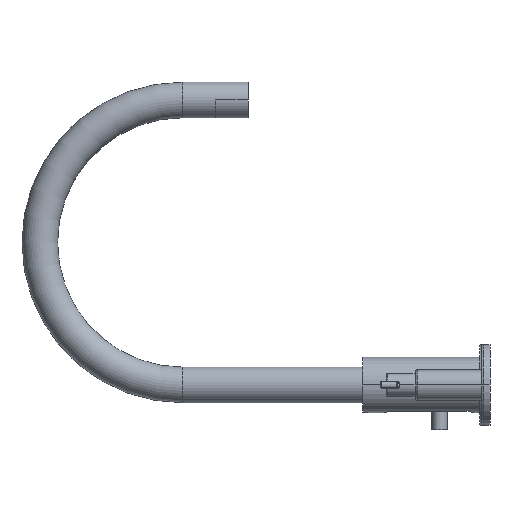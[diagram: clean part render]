
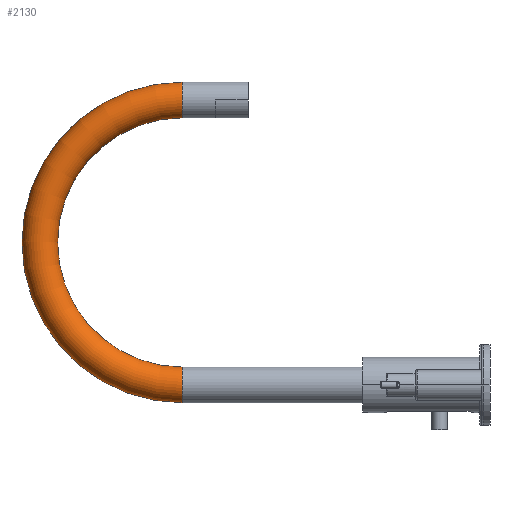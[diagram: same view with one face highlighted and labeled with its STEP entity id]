
A CAD part, left-side view. The second image highlights one B-rep face of the part: STEP entity #2130.
In plain terms, the highlighted toroidal (fillet/blend) face has major radius 88.9 mm and minor radius 11.113 mm.
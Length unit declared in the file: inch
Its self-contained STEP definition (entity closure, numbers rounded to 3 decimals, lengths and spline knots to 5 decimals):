
#454=CARTESIAN_POINT('',(0.,7.557,3.5));
#455=DIRECTION('',(-1.,0.,0.));
#456=DIRECTION('',(0.,0.,1.));
#457=AXIS2_PLACEMENT_3D('',#454,#455,#456);
#459=CARTESIAN_POINT('',(0.,7.557,7.));
#460=DIRECTION('',(0.,1.,0.));
#461=DIRECTION('',(0.,0.,-1.));
#462=AXIS2_PLACEMENT_3D('',#459,#460,#461);
#464=CARTESIAN_POINT('',(0.,7.557,3.5));
#465=DIRECTION('',(-1.,0.,0.));
#466=DIRECTION('',(0.,0.,1.));
#467=AXIS2_PLACEMENT_3D('',#464,#465,#466);
#469=CARTESIAN_POINT('',(0.,7.557,0.));
#470=DIRECTION('',(0.,-1.,0.));
#471=DIRECTION('',(0.,0.,1.));
#472=AXIS2_PLACEMENT_3D('',#469,#470,#471);
#1164=CARTESIAN_POINT('',(0.,7.557,6.5625));
#1165=CARTESIAN_POINT('',(0.,7.557,7.4375));
#1166=VERTEX_POINT('',#1164);
#1167=VERTEX_POINT('',#1165);
#1168=CARTESIAN_POINT('',(0.,7.557,0.4375));
#1169=CARTESIAN_POINT('',(0.,7.557,-0.4375));
#1170=VERTEX_POINT('',#1168);
#1171=VERTEX_POINT('',#1169);
#2118=CARTESIAN_POINT('',(0.,7.557,3.5));
#2119=DIRECTION('',(-1.,0.,0.));
#2120=DIRECTION('',(0.,0.,-1.));
#2121=AXIS2_PLACEMENT_3D('',#2118,#2119,#2120);
#2122=TOROIDAL_SURFACE('',#2121,3.5,0.4375);
#2123=ORIENTED_EDGE('',*,*,#2081,.F.);
#2124=ORIENTED_EDGE('',*,*,#2113,.T.);
#2126=ORIENTED_EDGE('',*,*,#2125,.T.);
#2127=ORIENTED_EDGE('',*,*,#2109,.F.);
#2128=EDGE_LOOP('',(#2123,#2124,#2126,#2127));
#2129=FACE_OUTER_BOUND('',#2128,.F.);
#2130=ADVANCED_FACE('',(#2129),#2122,.T.);
#458=CIRCLE('',#457,3.9375);
#463=CIRCLE('',#462,0.4375);
#468=CIRCLE('',#467,3.0625);
#473=CIRCLE('',#472,0.4375);
#2081=EDGE_CURVE('',#1166,#1167,#463,.T.);
#2109=EDGE_CURVE('',#1167,#1171,#458,.T.);
#2113=EDGE_CURVE('',#1166,#1170,#468,.T.);
#2125=EDGE_CURVE('',#1170,#1171,#473,.T.);
